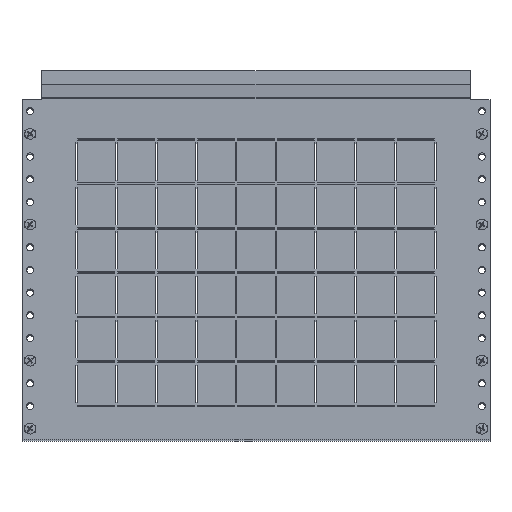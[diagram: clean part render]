
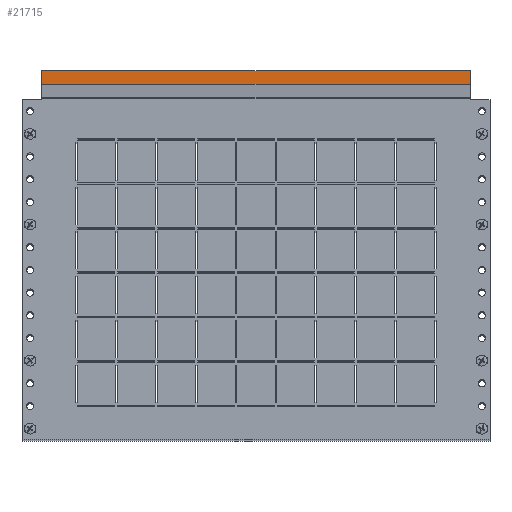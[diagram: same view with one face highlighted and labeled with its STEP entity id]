
A CAD part, top view. The second image highlights one B-rep face of the part: STEP entity #21715.
In plain terms, the highlighted planar face has unit normal (0, 0, 1).
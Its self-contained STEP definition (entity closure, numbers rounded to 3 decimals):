
#547 = CARTESIAN_POINT ( 'NONE',  ( -236., 0., 1.2 ) ) ;
#1751 = PLANE ( 'NONE',  #14763 ) ;
#1834 = ORIENTED_EDGE ( 'NONE', *, *, #13127, .T. ) ;
#2370 = DIRECTION ( 'NONE',  ( 0., 1., 0. ) ) ;
#2400 = VECTOR ( 'NONE', #6389, 1000. ) ;
#2514 = EDGE_CURVE ( 'NONE', #3149, #21204, #7659, .T. ) ;
#3149 = VERTEX_POINT ( 'NONE', #8376 ) ;
#3604 = LINE ( 'NONE', #21791, #12185 ) ;
#6389 = DIRECTION ( 'NONE',  ( -1., 0., 0. ) ) ;
#6538 = CARTESIAN_POINT ( 'NONE',  ( 258., 0., 1.2 ) ) ;
#6924 = DIRECTION ( 'NONE',  ( 0., 1., 0. ) ) ;
#7659 = LINE ( 'NONE', #547, #18319 ) ;
#8376 = CARTESIAN_POINT ( 'NONE',  ( -236., -14.948, 1.2 ) ) ;
#8615 = CARTESIAN_POINT ( 'NONE',  ( 236., 0., 1.2 ) ) ;
#8651 = LINE ( 'NONE', #6538, #2400 ) ;
#8718 = VERTEX_POINT ( 'NONE', #8615 ) ;
#10769 = ORIENTED_EDGE ( 'NONE', *, *, #20715, .F. ) ;
#11129 = EDGE_CURVE ( 'NONE', #8718, #18076, #19674, .T. ) ;
#11226 = FACE_OUTER_BOUND ( 'NONE', #12470, .T. ) ;
#11374 = DIRECTION ( 'NONE',  ( -1., 0., 0. ) ) ;
#12185 = VECTOR ( 'NONE', #11374, 1000. ) ;
#12470 = EDGE_LOOP ( 'NONE', ( #1834, #17483, #10769, #18031 ) ) ;
#13127 = EDGE_CURVE ( 'NONE', #8718, #21204, #8651, .T. ) ;
#13862 = DIRECTION ( 'NONE',  ( 0., 0., -1. ) ) ;
#13939 = CARTESIAN_POINT ( 'NONE',  ( 258., 0., 1.2 ) ) ;
#14763 = AXIS2_PLACEMENT_3D ( 'NONE', #13939, #13862, #6924 ) ;
#15347 = CARTESIAN_POINT ( 'NONE',  ( -236., 0., 1.2 ) ) ;
#16327 = CARTESIAN_POINT ( 'NONE',  ( 236., -14.948, 1.2 ) ) ;
#17483 = ORIENTED_EDGE ( 'NONE', *, *, #2514, .F. ) ;
#17907 = CARTESIAN_POINT ( 'NONE',  ( 236., 0., 1.2 ) ) ;
#18031 = ORIENTED_EDGE ( 'NONE', *, *, #11129, .F. ) ;
#18076 = VERTEX_POINT ( 'NONE', #16327 ) ;
#18319 = VECTOR ( 'NONE', #2370, 1000. ) ;
#19674 = LINE ( 'NONE', #17907, #21847 ) ;
#20715 = EDGE_CURVE ( 'NONE', #18076, #3149, #3604, .T. ) ;
#21204 = VERTEX_POINT ( 'NONE', #15347 ) ;
#21232 = DIRECTION ( 'NONE',  ( 0., -1., 0. ) ) ;
#21715 = ADVANCED_FACE ( 'NONE', ( #11226 ), #1751, .F. ) ;
#21791 = CARTESIAN_POINT ( 'NONE',  ( 258., -14.948, 1.2 ) ) ;
#21847 = VECTOR ( 'NONE', #21232, 1000. ) ;
